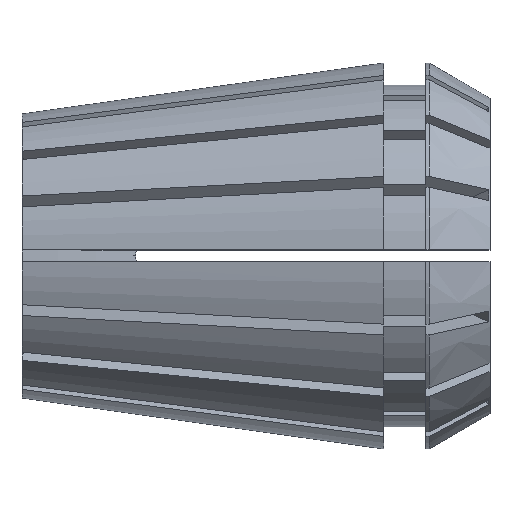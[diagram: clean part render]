
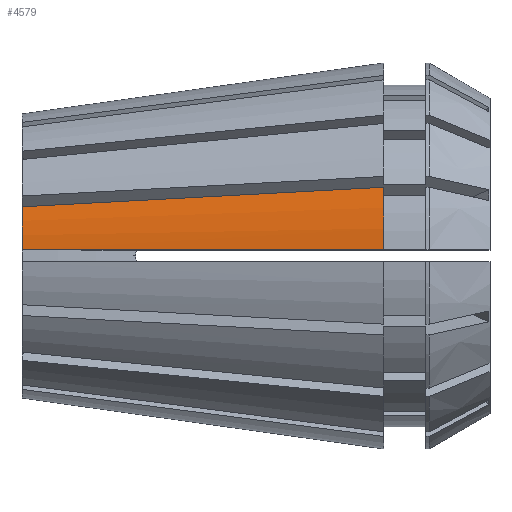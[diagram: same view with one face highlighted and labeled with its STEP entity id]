
A CAD part, top view. The second image highlights one B-rep face of the part: STEP entity #4579.
In plain terms, the highlighted conical face has half-angle 8 degrees and reference radius 16.5 mm.
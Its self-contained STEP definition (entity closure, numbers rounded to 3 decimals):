
#233 = AXIS2_PLACEMENT_3D ( 'NONE', #3131, #2757, #2350 ) ;
#395 = EDGE_CURVE ( 'NONE', #1957, #2777, #805, .T. ) ;
#684 = DIRECTION ( 'NONE',  ( 1., 0., 0. ) ) ;
#690 = EDGE_CURVE ( 'NONE', #1957, #4731, #2381, .T. ) ;
#763 = CARTESIAN_POINT ( 'NONE',  ( 30.9, 5.85, 15.429 ) ) ;
#805 = CIRCLE ( 'NONE', #233, 16.5 ) ;
#874 = CARTESIAN_POINT ( 'NONE',  ( 30.9, 5.85, 15.429 ) ) ;
#947 = CARTESIAN_POINT ( 'NONE',  ( 30.9, 0.5, 16.493 ) ) ;
#1105 = CARTESIAN_POINT ( 'NONE',  ( 18.581, 0.5, 14.761 ) ) ;
#1455 = CARTESIAN_POINT ( 'NONE',  ( 11.221, 0.5, 13.726 ) ) ;
#1477 = EDGE_LOOP ( 'NONE', ( #4432, #2822, #3313, #2707 ) ) ;
#1614 = VERTEX_POINT ( 'NONE', #5180 ) ;
#1650 = EDGE_CURVE ( 'NONE', #4731, #1614, #4384, .T. ) ;
#1769 = CARTESIAN_POINT ( 'NONE',  ( 0., 4.187, 11.414 ) ) ;
#1795 = CARTESIAN_POINT ( 'NONE',  ( 3.861, 0.5, 12.69 ) ) ;
#1815 = AXIS2_PLACEMENT_3D ( 'NONE', #4056, #684, #4488 ) ;
#1827 = B_SPLINE_CURVE_WITH_KNOTS ( 'NONE', 3,
 ( #874, #4678, #4261, #1769 ),
 .UNSPECIFIED., .F., .F.,
 ( 4, 4 ),
 ( 0., 0.031 ),
 .UNSPECIFIED. ) ;
#1957 = VERTEX_POINT ( 'NONE', #4018 ) ;
#2297 = EDGE_CURVE ( 'NONE', #2777, #1614, #1827, .T. ) ;
#2350 = DIRECTION ( 'NONE',  ( 0., 0., 1. ) ) ;
#2381 = B_SPLINE_CURVE_WITH_KNOTS ( 'NONE', 3,
 ( #947, #4362, #5210, #2615, #1105, #1455, #1795, #2635, #3100, #3650 ),
 .UNSPECIFIED., .F., .F.,
 ( 4, 3, 3, 4 ),
 ( 0.064, 0.069, 0.091, 0.095 ),
 .UNSPECIFIED. ) ;
#2500 = CARTESIAN_POINT ( 'NONE',  ( 0., 0.5, 12.147 ) ) ;
#2615 = CARTESIAN_POINT ( 'NONE',  ( 25.941, 0.5, 15.795 ) ) ;
#2625 = DIRECTION ( 'NONE',  ( 0., 0., 1. ) ) ;
#2635 = CARTESIAN_POINT ( 'NONE',  ( 2.574, 0.5, 12.509 ) ) ;
#2669 = DIRECTION ( 'NONE',  ( -1., 0., 0. ) ) ;
#2707 = ORIENTED_EDGE ( 'NONE', *, *, #690, .F. ) ;
#2757 = DIRECTION ( 'NONE',  ( -1., 0., 0. ) ) ;
#2777 = VERTEX_POINT ( 'NONE', #763 ) ;
#2822 = ORIENTED_EDGE ( 'NONE', *, *, #2297, .T. ) ;
#2831 = FACE_OUTER_BOUND ( 'NONE', #1477, .T. ) ;
#2874 = CARTESIAN_POINT ( 'NONE',  ( 0., 0., 0. ) ) ;
#3100 = CARTESIAN_POINT ( 'NONE',  ( 1.287, 0.5, 12.328 ) ) ;
#3131 = CARTESIAN_POINT ( 'NONE',  ( 30.9, 0., 0. ) ) ;
#3313 = ORIENTED_EDGE ( 'NONE', *, *, #1650, .F. ) ;
#3650 = CARTESIAN_POINT ( 'NONE',  ( 0., 0.5, 12.147 ) ) ;
#4018 = CARTESIAN_POINT ( 'NONE',  ( 30.9, 0.5, 16.493 ) ) ;
#4056 = CARTESIAN_POINT ( 'NONE',  ( 30.9, 0., 0. ) ) ;
#4261 = CARTESIAN_POINT ( 'NONE',  ( 10.3, 4.741, 12.753 ) ) ;
#4322 = AXIS2_PLACEMENT_3D ( 'NONE', #2874, #2669, #2625 ) ;
#4362 = CARTESIAN_POINT ( 'NONE',  ( 29.247, 0.5, 16.26 ) ) ;
#4384 = CIRCLE ( 'NONE', #4322, 12.158 ) ;
#4432 = ORIENTED_EDGE ( 'NONE', *, *, #395, .T. ) ;
#4488 = DIRECTION ( 'NONE',  ( 0., 0., -1. ) ) ;
#4579 = ADVANCED_FACE ( 'NONE', ( #2831 ), #4833, .T. ) ;
#4678 = CARTESIAN_POINT ( 'NONE',  ( 20.6, 5.295, 14.091 ) ) ;
#4731 = VERTEX_POINT ( 'NONE', #2500 ) ;
#4833 = CONICAL_SURFACE ( 'NONE', #1815, 16.5, 0.14 ) ;
#5180 = CARTESIAN_POINT ( 'NONE',  ( 0., 4.187, 11.414 ) ) ;
#5210 = CARTESIAN_POINT ( 'NONE',  ( 27.594, 0.5, 16.028 ) ) ;
